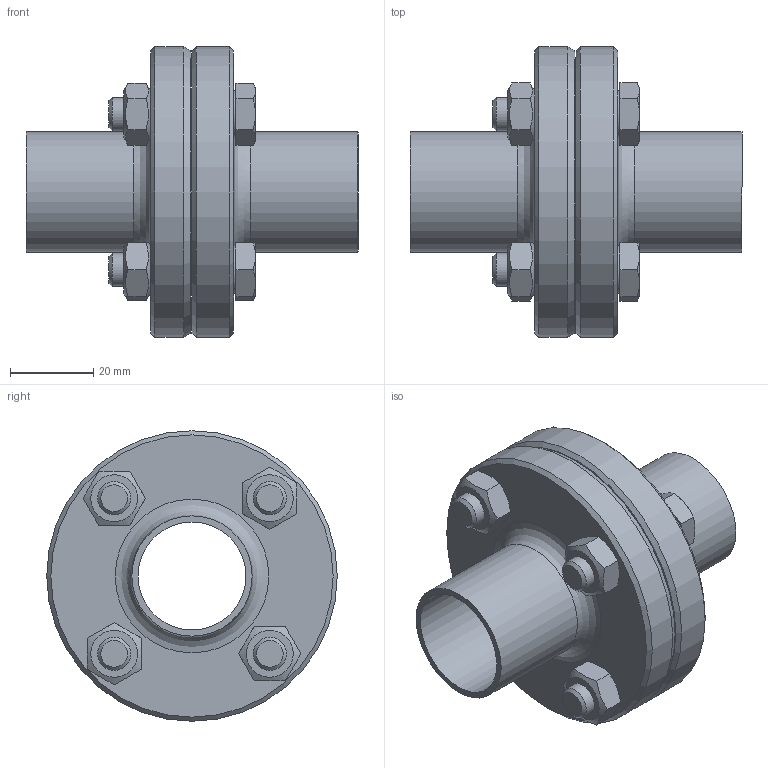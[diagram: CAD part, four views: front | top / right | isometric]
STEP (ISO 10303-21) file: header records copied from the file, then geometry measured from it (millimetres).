
FILE_DESCRIPTION((''),'2;1');
FILE_NAME('10159025X000.stp','2010-09-02T10:59:05',('thilbrands'),(''),'Autodesk Inventor 2008','Autodesk Inventor 2008','');
FILE_SCHEMA(('AUTOMOTIVE_DESIGN { 1 0 10303 214 1 1 1 1 }'));
Length unit declared in the file: millimetre
Products named in the file (5): 10159010X000; ENG-007753-DN25; ENG-008705-DN25; DIN 933 - ersetzt durch DIN EN 24017 M8  x 30; 28674 M8
Assembly tree (10 placements, depth 2):
  10159010X000
    ENG-007753-DN25
    ENG-008705-DN25
    DIN 933 - ersetzt durch DIN EN 24017 M8  x 30  x4
    28674 M8  x4
Bounding box: 80 x 70 x 70 mm (x, y, z)
Volume: 79050.1 mm3; surface area: 37778.1 mm2
Topology: 10 solids, 10 shells, 180 faces, 382 edges, 236 vertices
Faces by surface type: plane 82, cone 54, cylinder 20, bspline 18, torus 6
Full cylindrical faces by diameter (mm): 7.323 x4, 8 x4, 11.4 x4, 26 x2, 29 x2, 38.3 x1, 38.4 x1, 70 x2
Entity records: 2392 total; most frequent: CARTESIAN_POINT 784, DIRECTION 316, ORIENTED_EDGE 226, EDGE_LOOP 152, AXIS2_PLACEMENT_3D 149, EDGE_CURVE 113, VERTEX_POINT 95, FACE_OUTER_BOUND 78
